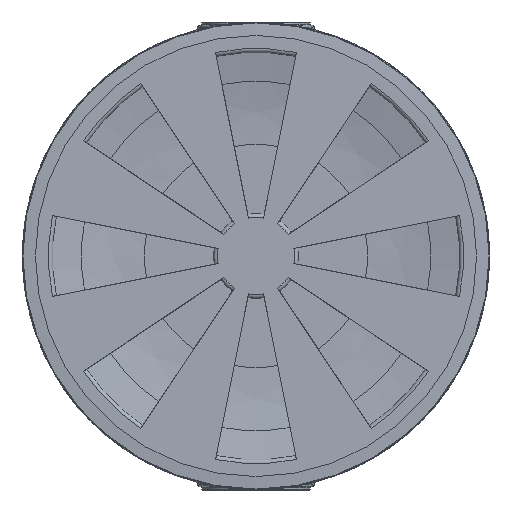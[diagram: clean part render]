
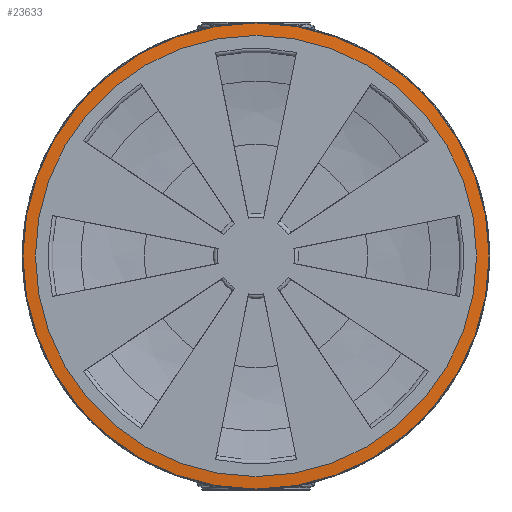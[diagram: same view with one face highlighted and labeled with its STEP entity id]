
A CAD part, front view. The second image highlights one B-rep face of the part: STEP entity #23633.
In plain terms, the highlighted conical face has half-angle 86 degrees and reference radius 353.465 mm.
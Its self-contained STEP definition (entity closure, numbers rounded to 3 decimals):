
#1797=LINE('',#55393,#2339);
#2339=VECTOR('',#30867,353.465);
#3648=FACE_OUTER_BOUND('',#5303,.T.);
#5303=EDGE_LOOP('',(#19696,#19697,#19698,#19699,#19700,#19701));
#6703=CIRCLE('',#25395,342.36);
#6704=CIRCLE('',#25396,342.36);
#7095=CIRCLE('',#26022,364.57);
#7096=CIRCLE('',#26023,364.57);
#10214=VERTEX_POINT('',#46051);
#10215=VERTEX_POINT('',#46053);
#10657=VERTEX_POINT('',#54835);
#10658=VERTEX_POINT('',#54837);
#12890=EDGE_CURVE('',#10215,#10214,#6703,.T.);
#12891=EDGE_CURVE('',#10214,#10215,#6704,.T.);
#13751=EDGE_CURVE('',#10657,#10658,#7095,.T.);
#13752=EDGE_CURVE('',#10658,#10657,#7096,.T.);
#13903=EDGE_CURVE('',#10658,#10215,#1797,.T.);
#19696=ORIENTED_EDGE('',*,*,#13752,.F.);
#19697=ORIENTED_EDGE('',*,*,#13903,.T.);
#19698=ORIENTED_EDGE('',*,*,#12890,.T.);
#19699=ORIENTED_EDGE('',*,*,#12891,.T.);
#19700=ORIENTED_EDGE('',*,*,#13903,.F.);
#19701=ORIENTED_EDGE('',*,*,#13751,.F.);
#22614=CONICAL_SURFACE('',#26057,353.465,1.501);
#23633=ADVANCED_FACE('',(#3648),#22614,.T.);
#25395=AXIS2_PLACEMENT_3D('',#46054,#29370,#29371);
#25396=AXIS2_PLACEMENT_3D('',#46055,#29372,#29373);
#26022=AXIS2_PLACEMENT_3D('',#54838,#30717,#30718);
#26023=AXIS2_PLACEMENT_3D('',#54839,#30719,#30720);
#26057=AXIS2_PLACEMENT_3D('',#55392,#30865,#30866);
#29370=DIRECTION('center_axis',(0.,1.,0.));
#29371=DIRECTION('ref_axis',(1.,0.,0.));
#29372=DIRECTION('center_axis',(0.,1.,0.));
#29373=DIRECTION('ref_axis',(1.,0.,0.));
#30717=DIRECTION('center_axis',(0.,1.,0.));
#30718=DIRECTION('ref_axis',(1.,0.,0.));
#30719=DIRECTION('center_axis',(0.,1.,0.));
#30720=DIRECTION('ref_axis',(1.,0.,0.));
#30865=DIRECTION('center_axis',(0.,1.,0.));
#30866=DIRECTION('ref_axis',(-1.,0.,0.));
#30867=DIRECTION('',(-0.998,-0.07,0.));
#46051=CARTESIAN_POINT('',(0.,22.382,-342.36));
#46053=CARTESIAN_POINT('',(342.36,22.382,0.));
#46054=CARTESIAN_POINT('Origin',(0.,22.382,
0.));
#46055=CARTESIAN_POINT('Origin',(0.,22.382,
0.));
#54835=CARTESIAN_POINT('',(0.,23.935,-364.57));
#54837=CARTESIAN_POINT('',(364.57,23.935,0.));
#54838=CARTESIAN_POINT('Origin',(0.,23.935,
0.));
#54839=CARTESIAN_POINT('Origin',(0.,23.935,
0.));
#55392=CARTESIAN_POINT('Origin',(0.,23.158,
0.));
#55393=CARTESIAN_POINT('',(353.465,23.158,0.));
